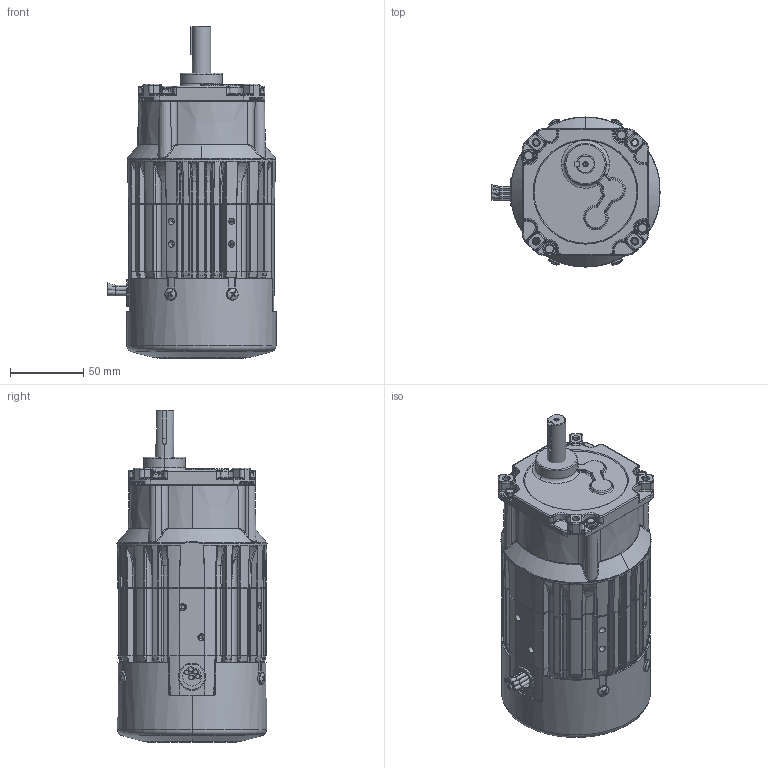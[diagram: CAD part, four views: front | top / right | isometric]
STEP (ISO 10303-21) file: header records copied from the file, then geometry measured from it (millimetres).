
FILE_DESCRIPTION (( 'STEP AP203' ), '1' );
FILE_NAME ('INFM0190.STEP', '2013-04-17T19:34:29', ( 'Admin' ), ( 'Bodine Electric Company' ), 'SwSTEP 2.0', 'SolidWorks 2012', '' );
FILE_SCHEMA (( 'CONFIG_CONTROL_DESIGN' ));
Products named in the file (1): INFM0190
Bounding box: 114.77 x 102.48 x 226.66 mm (x, y, z)
Volume: 861706.3 mm3; surface area: 181019.6 mm2
Topology: 23 solids, 23 shells, 2805 faces, 6934 edges, 4140 vertices
Faces by surface type: bspline 914, plane 667, cylinder 559, torus 338, cone 240, sphere 87
Entity records: 120433 total; most frequent: CARTESIAN_POINT 60748, ORIENTED_EDGE 13724, DIRECTION 11158, EDGE_CURVE 6862, AXIS2_PLACEMENT_3D 4747, VERTEX_POINT 4137, EDGE_LOOP 2901, CIRCLE 2855
